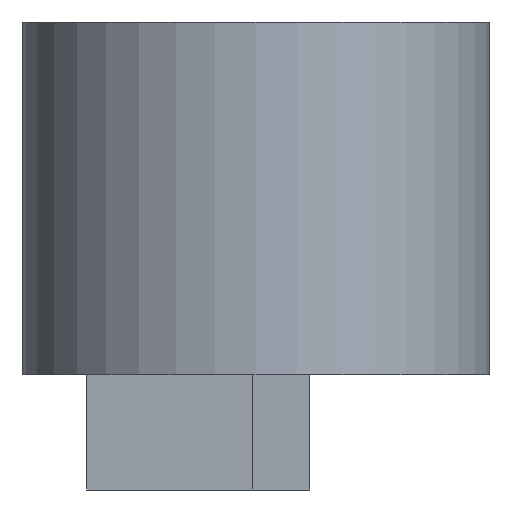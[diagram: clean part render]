
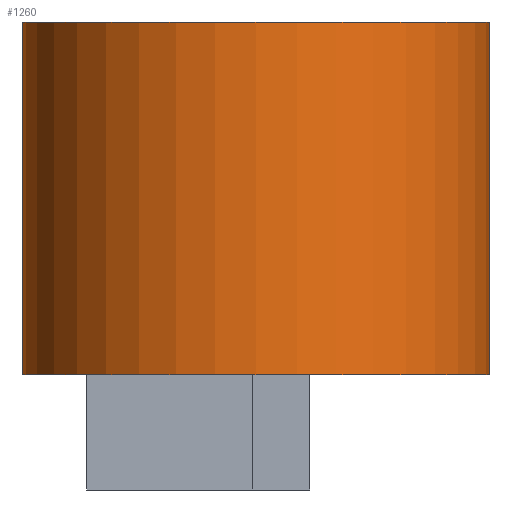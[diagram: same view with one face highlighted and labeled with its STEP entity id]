
A CAD part, left-side view. The second image highlights one B-rep face of the part: STEP entity #1260.
In plain terms, the highlighted cylindrical face has radius 19.853 mm (diameter 39.706 mm), a partial arc.
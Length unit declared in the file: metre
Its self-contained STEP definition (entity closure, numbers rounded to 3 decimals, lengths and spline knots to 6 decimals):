
#135=LINE('',#2089,#273);
#136=LINE('',#2091,#274);
#273=VECTOR('',#1693,1.);
#274=VECTOR('',#1696,1.);
#642=ORIENTED_EDGE('',*,*,#834,.F.);
#643=ORIENTED_EDGE('',*,*,#854,.F.);
#644=ORIENTED_EDGE('',*,*,#861,.T.);
#645=ORIENTED_EDGE('',*,*,#855,.T.);
#834=EDGE_CURVE('',#970,#972,#1023,.T.);
#854=EDGE_CURVE('',#989,#970,#135,.T.);
#855=EDGE_CURVE('',#990,#972,#136,.T.);
#861=EDGE_CURVE('',#989,#990,#1027,.T.);
#970=VERTEX_POINT('',#2047);
#972=VERTEX_POINT('',#2050);
#989=VERTEX_POINT('',#2088);
#990=VERTEX_POINT('',#2092);
#1023=CIRCLE('',#1386,0.019853);
#1027=CIRCLE('',#1394,0.019853);
#1098=EDGE_LOOP('',(#642,#643,#644,#645));
#1178=FACE_BOUND('',#1098,.T.);
#1201=CYLINDRICAL_SURFACE('',#1393,0.019853);
#1260=ADVANCED_FACE('',(#1178),#1201,.T.);
#1386=AXIS2_PLACEMENT_3D('',#2049,#1665,#1666);
#1393=AXIS2_PLACEMENT_3D('',#2101,#1702,#1703);
#1394=AXIS2_PLACEMENT_3D('',#2102,#1704,#1705);
#1665=DIRECTION('',(0.,0.,-1.));
#1666=DIRECTION('',(1.,0.,0.));
#1693=DIRECTION('',(0.,0.,-1.));
#1696=DIRECTION('',(0.,0.,-1.));
#1702=DIRECTION('',(0.,0.,-1.));
#1703=DIRECTION('',(-1.,0.,0.));
#1704=DIRECTION('',(0.,0.,-1.));
#1705=DIRECTION('',(1.,0.,0.));
#2047=CARTESIAN_POINT('',(-0.20542,-0.022602,0.));
#2049=CARTESIAN_POINT('',(-0.20542,-0.002749,0.));
#2050=CARTESIAN_POINT('',(-0.20542,0.017104,0.));
#2088=CARTESIAN_POINT('',(-0.20542,-0.022602,0.03));
#2089=CARTESIAN_POINT('',(-0.20542,-0.022602,0.03));
#2091=CARTESIAN_POINT('',(-0.20542,0.017104,0.03));
#2092=CARTESIAN_POINT('',(-0.20542,0.017104,0.03));
#2101=CARTESIAN_POINT('',(-0.20542,-0.002749,0.03));
#2102=CARTESIAN_POINT('',(-0.20542,-0.002749,0.03));
